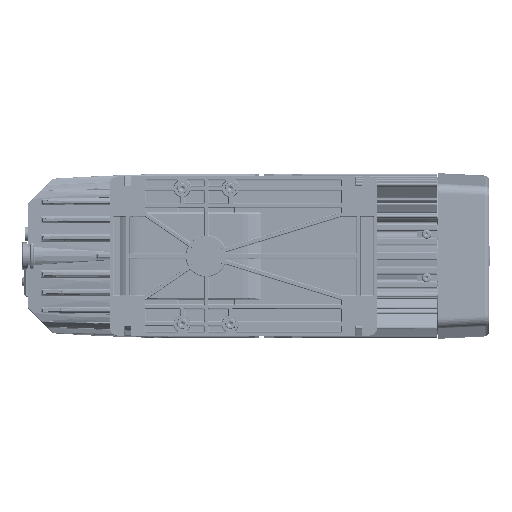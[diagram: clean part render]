
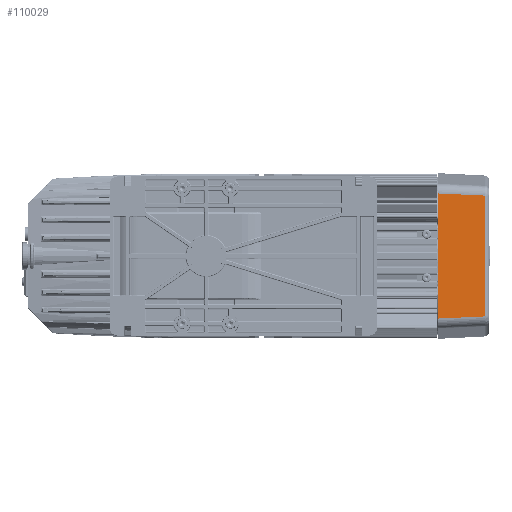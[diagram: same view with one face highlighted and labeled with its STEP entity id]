
A CAD part, left-side view. The second image highlights one B-rep face of the part: STEP entity #110029.
In plain terms, the highlighted planar face has unit normal (-0.999, -0.052, 0).
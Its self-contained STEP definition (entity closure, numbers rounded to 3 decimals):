
#2581=PLANE('',#117432);
#8874=FACE_OUTER_BOUND('',#15169,.T.);
#15169=EDGE_LOOP('',(#80210,#80211,#80212,#80213));
#28114=LINE('',#162807,#35999);
#30785=LINE('',#256394,#38670);
#30787=LINE('',#256623,#38672);
#30788=LINE('',#256625,#38673);
#35999=VECTOR('',#125599,124.568);
#38670=VECTOR('',#133246,46.873);
#38672=VECTOR('',#133254,120.345);
#38673=VECTOR('',#133257,46.873);
#44416=VERTEX_POINT('',#162804);
#44417=VERTEX_POINT('',#162806);
#47231=VERTEX_POINT('',#256393);
#47234=VERTEX_POINT('',#256621);
#54782=EDGE_CURVE('',#44416,#44417,#28114,.T.);
#59220=EDGE_CURVE('',#47231,#44416,#30785,.T.);
#59226=EDGE_CURVE('',#47231,#47234,#30787,.T.);
#59227=EDGE_CURVE('',#47234,#44417,#30788,.T.);
#80210=ORIENTED_EDGE('',*,*,#54782,.F.);
#80211=ORIENTED_EDGE('',*,*,#59220,.F.);
#80212=ORIENTED_EDGE('',*,*,#59226,.T.);
#80213=ORIENTED_EDGE('',*,*,#59227,.T.);
#110029=ADVANCED_FACE('',(#8874),#2581,.T.);
#117432=AXIS2_PLACEMENT_3D('',#256624,#133255,#133256);
#125599=DIRECTION('',(0.,0.,1.));
#133246=DIRECTION('',(-0.052,0.998,-0.045));
#133254=DIRECTION('',(0.,0.,1.));
#133255=DIRECTION('center_axis',(-0.999,-0.052,
0.));
#133256=DIRECTION('ref_axis',(0.,0.,
-1.));
#133257=DIRECTION('',(-0.052,0.998,0.045));
#162804=CARTESIAN_POINT('',(-288.89,-322.913,-62.284));
#162806=CARTESIAN_POINT('',(-288.89,-322.913,62.284));
#162807=CARTESIAN_POINT('',(-288.89,-322.913,-62.284));
#256393=CARTESIAN_POINT('',(-286.44,-369.674,-60.172));
#256394=CARTESIAN_POINT('',(-286.44,-369.674,-60.172));
#256621=CARTESIAN_POINT('',(-286.44,-369.674,60.172));
#256623=CARTESIAN_POINT('',(-286.44,-369.674,-60.172));
#256624=CARTESIAN_POINT('Origin',(-288.89,-322.913,-74.533));
#256625=CARTESIAN_POINT('',(-286.44,-369.674,60.172));
